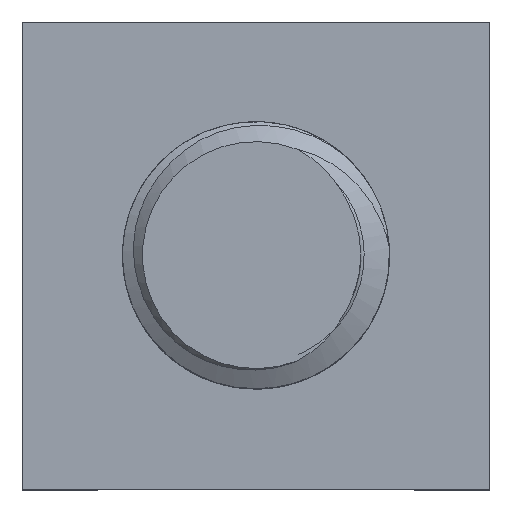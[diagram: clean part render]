
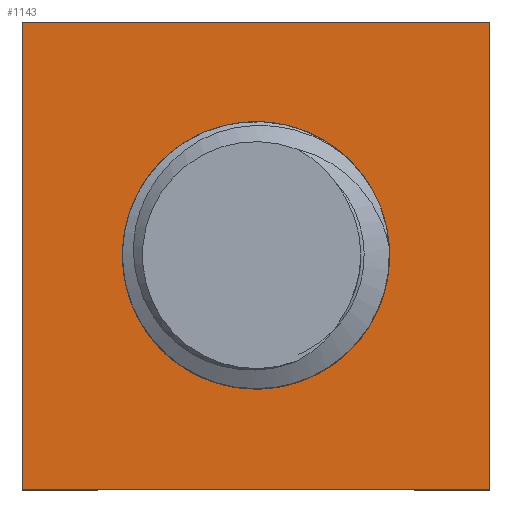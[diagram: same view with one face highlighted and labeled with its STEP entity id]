
A CAD part, top view. The second image highlights one B-rep face of the part: STEP entity #1143.
In plain terms, the highlighted planar face has unit normal (0, 0, 1).
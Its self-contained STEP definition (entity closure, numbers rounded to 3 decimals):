
#153=LINE('',#3448,#293);
#155=LINE('',#3452,#295);
#157=LINE('',#3456,#297);
#159=LINE('',#3460,#299);
#293=VECTOR('',#1467,1000.);
#295=VECTOR('',#1471,1000.);
#297=VECTOR('',#1475,1000.);
#299=VECTOR('',#1479,1000.);
#355=PLANE('',#1217);
#357=CIRCLE('',#1158,2.);
#361=B_SPLINE_CURVE_WITH_KNOTS('',3,(#1950,#1951,#1952,#1953),
 .UNSPECIFIED.,.F.,.F.,(4,4),(0.,1.),.UNSPECIFIED.);
#363=B_SPLINE_CURVE_WITH_KNOTS('',3,(#2433,#2434,#2435,#2436),
 .UNSPECIFIED.,.F.,.F.,(4,4),(0.,1.),.UNSPECIFIED.);
#365=B_SPLINE_CURVE_WITH_KNOTS('',3,(#2849,#2850,#2851,#2852,#2853),
 .UNSPECIFIED.,.F.,.F.,(4,1,4),(0.,0.5,1.),.UNSPECIFIED.);
#368=B_SPLINE_CURVE_WITH_KNOTS('',3,(#3048,#3049,#3050,#3051,#3052),
 .UNSPECIFIED.,.F.,.F.,(4,1,4),(0.,0.5,1.),.UNSPECIFIED.);
#678=ORIENTED_EDGE('',*,*,#688,.F.);
#679=ORIENTED_EDGE('',*,*,#695,.F.);
#680=ORIENTED_EDGE('',*,*,#702,.T.);
#681=ORIENTED_EDGE('',*,*,#698,.F.);
#682=ORIENTED_EDGE('',*,*,#691,.F.);
#683=ORIENTED_EDGE('',*,*,#838,.T.);
#684=ORIENTED_EDGE('',*,*,#844,.T.);
#685=ORIENTED_EDGE('',*,*,#842,.T.);
#686=ORIENTED_EDGE('',*,*,#840,.T.);
#688=EDGE_CURVE('',#846,#847,#361,.F.);
#691=EDGE_CURVE('',#847,#849,#363,.F.);
#695=EDGE_CURVE('',#852,#846,#365,.F.);
#698=EDGE_CURVE('',#849,#854,#368,.F.);
#702=EDGE_CURVE('',#852,#854,#357,.T.);
#838=EDGE_CURVE('',#942,#941,#153,.T.);
#840=EDGE_CURVE('',#943,#942,#155,.T.);
#842=EDGE_CURVE('',#944,#943,#157,.T.);
#844=EDGE_CURVE('',#941,#944,#159,.T.);
#846=VERTEX_POINT('',#1949);
#847=VERTEX_POINT('',#1954);
#849=VERTEX_POINT('',#2437);
#852=VERTEX_POINT('',#2848);
#854=VERTEX_POINT('',#3053);
#941=VERTEX_POINT('',#3447);
#942=VERTEX_POINT('',#3449);
#943=VERTEX_POINT('',#3453);
#944=VERTEX_POINT('',#3457);
#1012=EDGE_LOOP('',(#678,#679,#680,#681,#682));
#1013=EDGE_LOOP('',(#683,#684,#685,#686));
#1076=FACE_BOUND('',#1012,.T.);
#1077=FACE_BOUND('',#1013,.T.);
#1143=ADVANCED_FACE('',(#1076,#1077),#355,.T.);
#1158=AXIS2_PLACEMENT_3D('',#3174,#1222,#1223);
#1217=AXIS2_PLACEMENT_3D('',#3461,#1480,#1481);
#1222=DIRECTION('',(0.,0.,-1.));
#1223=DIRECTION('',(-1.,0.,0.));
#1467=DIRECTION('',(-1.,0.,0.));
#1471=DIRECTION('',(0.,1.,0.));
#1475=DIRECTION('',(1.,0.,0.));
#1479=DIRECTION('',(0.,-1.,0.));
#1480=DIRECTION('',(0.,0.,1.));
#1481=DIRECTION('',(1.,0.,0.));
#1949=CARTESIAN_POINT('',(-0.161,-1.612,3.));
#1950=CARTESIAN_POINT('',(0.99,-1.219,3.));
#1951=CARTESIAN_POINT('',(0.68,-1.47,3.));
#1952=CARTESIAN_POINT('',(0.297,-1.601,3.));
#1953=CARTESIAN_POINT('',(-0.161,-1.612,3.));
#1954=CARTESIAN_POINT('',(0.99,-1.219,3.));
#2433=CARTESIAN_POINT('',(1.607,-0.207,3.));
#2434=CARTESIAN_POINT('',(1.501,-0.633,3.));
#2435=CARTESIAN_POINT('',(1.295,-0.971,3.));
#2436=CARTESIAN_POINT('',(0.99,-1.219,3.));
#2437=CARTESIAN_POINT('',(1.607,-0.207,3.));
#2848=CARTESIAN_POINT('',(-1.752,0.965,3.));
#2849=CARTESIAN_POINT('',(-0.161,-1.612,3.));
#2850=CARTESIAN_POINT('',(-0.757,-1.626,3.));
#2851=CARTESIAN_POINT('',(-1.935,-0.91,3.));
#2852=CARTESIAN_POINT('',(-1.99,0.405,3.));
#2853=CARTESIAN_POINT('',(-1.752,0.965,3.));
#3048=CARTESIAN_POINT('',(-0.531,1.928,3.));
#3049=CARTESIAN_POINT('',(0.064,2.031,3.));
#3050=CARTESIAN_POINT('',(1.335,1.667,3.));
#3051=CARTESIAN_POINT('',(1.75,0.37,3.));
#3052=CARTESIAN_POINT('',(1.607,-0.207,3.));
#3053=CARTESIAN_POINT('',(-0.531,1.928,3.));
#3174=CARTESIAN_POINT('',(0.,0.,3.));
#3447=CARTESIAN_POINT('',(-3.5,3.5,3.));
#3448=CARTESIAN_POINT('',(3.5,3.5,3.));
#3449=CARTESIAN_POINT('',(3.5,3.5,3.));
#3452=CARTESIAN_POINT('',(3.5,-3.5,3.));
#3453=CARTESIAN_POINT('',(3.5,-3.5,3.));
#3456=CARTESIAN_POINT('',(-3.5,-3.5,3.));
#3457=CARTESIAN_POINT('',(-3.5,-3.5,3.));
#3460=CARTESIAN_POINT('',(-3.5,3.5,3.));
#3461=CARTESIAN_POINT('',(0.,0.,3.));
